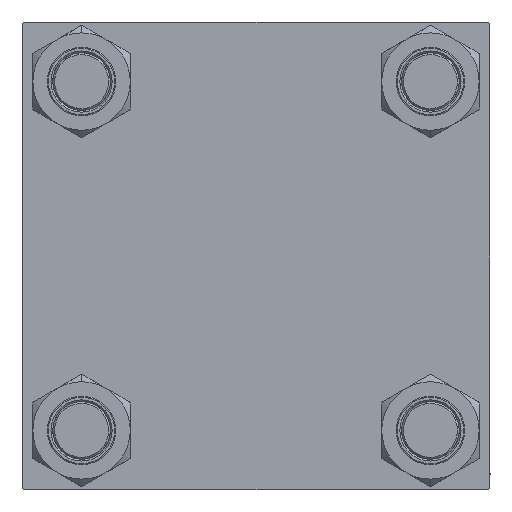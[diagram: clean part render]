
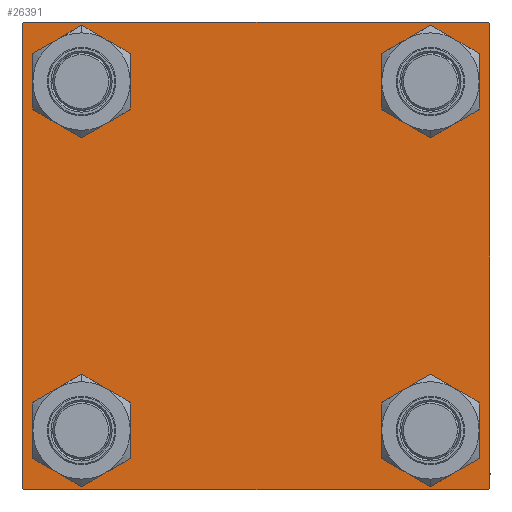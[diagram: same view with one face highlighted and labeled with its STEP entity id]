
A CAD part, left-side view. The second image highlights one B-rep face of the part: STEP entity #26391.
In plain terms, the highlighted planar face has unit normal (-1, 0, 0).
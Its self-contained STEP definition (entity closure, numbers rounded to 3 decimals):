
#91 = CARTESIAN_POINT ( 'NONE',  ( 0., -64.5, -65. ) ) ;
#135 = DIRECTION ( 'NONE',  ( 0., 0., -1. ) ) ;
#185 = DIRECTION ( 'NONE',  ( 0., 0., 1. ) ) ;
#189 = DIRECTION ( 'NONE',  ( 0., 0., 1. ) ) ;
#1026 = DIRECTION ( 'NONE',  ( 0., 0., 1. ) ) ;
#1096 = ORIENTED_EDGE ( 'NONE', *, *, #13167, .T. ) ;
#2712 = DIRECTION ( 'NONE',  ( 0., 0.707, -0.707 ) ) ;
#3362 = LINE ( 'NONE', #23068, #32414 ) ;
#3533 = DIRECTION ( 'NONE',  ( 1., 0., 0. ) ) ;
#3663 = EDGE_CURVE ( 'NONE', #23990, #35163, #30670, .T. ) ;
#3786 = CARTESIAN_POINT ( 'NONE',  ( 0., 48.45, 48.45 ) ) ;
#3864 = CARTESIAN_POINT ( 'NONE',  ( 0., 48.45, -48.45 ) ) ;
#4142 = AXIS2_PLACEMENT_3D ( 'NONE', #44318, #36127, #1026 ) ;
#4282 = LINE ( 'NONE', #23729, #14953 ) ;
#4486 = CARTESIAN_POINT ( 'NONE',  ( 0., 65., 65. ) ) ;
#4513 = EDGE_CURVE ( 'NONE', #33900, #32130, #19272, .T. ) ;
#4698 = CARTESIAN_POINT ( 'NONE',  ( 0., -48.45, 56.95 ) ) ;
#5490 = AXIS2_PLACEMENT_3D ( 'NONE', #16267, #31901, #47525 ) ;
#5841 = VERTEX_POINT ( 'NONE', #32213 ) ;
#6687 = AXIS2_PLACEMENT_3D ( 'NONE', #19651, #34530, #185 ) ;
#7466 = ORIENTED_EDGE ( 'NONE', *, *, #19926, .T. ) ;
#7539 = CARTESIAN_POINT ( 'NONE',  ( 0., -48.45, 39.95 ) ) ;
#7701 = DIRECTION ( 'NONE',  ( 1., 0., 0. ) ) ;
#8954 = EDGE_CURVE ( 'NONE', #32068, #28595, #31711, .T. ) ;
#9807 = VERTEX_POINT ( 'NONE', #35368 ) ;
#9939 = DIRECTION ( 'NONE',  ( 0., 0., 1. ) ) ;
#11149 = EDGE_CURVE ( 'NONE', #28595, #33359, #41864, .T. ) ;
#11195 = VERTEX_POINT ( 'NONE', #23371 ) ;
#11243 = DIRECTION ( 'NONE',  ( 0., -1., 0. ) ) ;
#11738 = ORIENTED_EDGE ( 'NONE', *, *, #17092, .T. ) ;
#11779 = ORIENTED_EDGE ( 'NONE', *, *, #25551, .T. ) ;
#11952 = DIRECTION ( 'NONE',  ( 1., 0., 0. ) ) ;
#12410 = DIRECTION ( 'NONE',  ( 0., 0., -1. ) ) ;
#13167 = EDGE_CURVE ( 'NONE', #29182, #40571, #36247, .T. ) ;
#13366 = LINE ( 'NONE', #28217, #18106 ) ;
#14953 = VECTOR ( 'NONE', #23472, 1000. ) ;
#15047 = CARTESIAN_POINT ( 'NONE',  ( 0., -48.45, 48.45 ) ) ;
#15208 = CARTESIAN_POINT ( 'NONE',  ( 0., 64.75, 64.75 ) ) ;
#15493 = CARTESIAN_POINT ( 'NONE',  ( 0., -65., 65. ) ) ;
#15543 = DIRECTION ( 'NONE',  ( 0., 0., 1. ) ) ;
#15551 = PLANE ( 'NONE',  #23483 ) ;
#15869 = DIRECTION ( 'NONE',  ( 0., -0.707, -0.707 ) ) ;
#16018 = ORIENTED_EDGE ( 'NONE', *, *, #8954, .T. ) ;
#16137 = EDGE_CURVE ( 'NONE', #27931, #41083, #20335, .T. ) ;
#16178 = ORIENTED_EDGE ( 'NONE', *, *, #38447, .F. ) ;
#16267 = CARTESIAN_POINT ( 'NONE',  ( 0., 48.45, -48.45 ) ) ;
#16313 = FACE_BOUND ( 'NONE', #31023, .T. ) ;
#17092 = EDGE_CURVE ( 'NONE', #40854, #43853, #40027, .T. ) ;
#17198 = ORIENTED_EDGE ( 'NONE', *, *, #3663, .T. ) ;
#18106 = VECTOR ( 'NONE', #43863, 1000. ) ;
#19212 = ORIENTED_EDGE ( 'NONE', *, *, #23161, .F. ) ;
#19272 = CIRCLE ( 'NONE', #44668, 8.5 ) ;
#19651 = CARTESIAN_POINT ( 'NONE',  ( 0., -48.45, -48.45 ) ) ;
#19926 = EDGE_CURVE ( 'NONE', #9807, #29182, #49309, .T. ) ;
#19936 = CARTESIAN_POINT ( 'NONE',  ( 0., 65., -65. ) ) ;
#19941 = CARTESIAN_POINT ( 'NONE',  ( 0., 48.45, -56.95 ) ) ;
#20036 = AXIS2_PLACEMENT_3D ( 'NONE', #15047, #11952, #189 ) ;
#20172 = CARTESIAN_POINT ( 'NONE',  ( 0., -48.45, -48.45 ) ) ;
#20335 = CIRCLE ( 'NONE', #49782, 8.5 ) ;
#20578 = EDGE_CURVE ( 'NONE', #41083, #27931, #48183, .T. ) ;
#20893 = ORIENTED_EDGE ( 'NONE', *, *, #16137, .T. ) ;
#20900 = CARTESIAN_POINT ( 'NONE',  ( 0., -65., -64.5 ) ) ;
#21868 = CARTESIAN_POINT ( 'NONE',  ( 0., -48.45, -39.95 ) ) ;
#21963 = DIRECTION ( 'NONE',  ( 1., 0., 0. ) ) ;
#22218 = CIRCLE ( 'NONE', #6687, 8.5 ) ;
#23068 = CARTESIAN_POINT ( 'NONE',  ( 0., 64.75, -64.75 ) ) ;
#23161 = EDGE_CURVE ( 'NONE', #9807, #5841, #13366, .T. ) ;
#23273 = ORIENTED_EDGE ( 'NONE', *, *, #28297, .T. ) ;
#23371 = CARTESIAN_POINT ( 'NONE',  ( 0., -65., 64.5 ) ) ;
#23472 = DIRECTION ( 'NONE',  ( 0., 0.707, 0.707 ) ) ;
#23483 = AXIS2_PLACEMENT_3D ( 'NONE', #46807, #39132, #43998 ) ;
#23496 = FACE_BOUND ( 'NONE', #37497, .T. ) ;
#23729 = CARTESIAN_POINT ( 'NONE',  ( 0., -64.75, 64.75 ) ) ;
#23917 = CARTESIAN_POINT ( 'NONE',  ( 0., 65., -64.5 ) ) ;
#23990 = VERTEX_POINT ( 'NONE', #4698 ) ;
#24256 = EDGE_CURVE ( 'NONE', #40571, #32068, #3362, .T. ) ;
#25551 = EDGE_CURVE ( 'NONE', #35163, #23990, #25958, .T. ) ;
#25958 = CIRCLE ( 'NONE', #34149, 8.5 ) ;
#26342 = EDGE_LOOP ( 'NONE', ( #11738, #41305 ) ) ;
#26391 = ADVANCED_FACE ( 'NONE', ( #16313, #39909, #31429, #23496, #28353 ), #15551, .T. ) ;
#26443 = EDGE_LOOP ( 'NONE', ( #1096, #32936, #16018, #31968, #16178, #29437, #19212, #7466 ) ) ;
#26463 = CARTESIAN_POINT ( 'NONE',  ( 0., -64.75, -64.75 ) ) ;
#27931 = VERTEX_POINT ( 'NONE', #41321 ) ;
#28217 = CARTESIAN_POINT ( 'NONE',  ( 0., 65., 65. ) ) ;
#28297 = EDGE_CURVE ( 'NONE', #32130, #33900, #37376, .T. ) ;
#28353 = FACE_OUTER_BOUND ( 'NONE', #26443, .T. ) ;
#28595 = VERTEX_POINT ( 'NONE', #91 ) ;
#29182 = VERTEX_POINT ( 'NONE', #31769 ) ;
#29437 = ORIENTED_EDGE ( 'NONE', *, *, #46764, .T. ) ;
#30670 = CIRCLE ( 'NONE', #20036, 8.5 ) ;
#30909 = ORIENTED_EDGE ( 'NONE', *, *, #4513, .T. ) ;
#31023 = EDGE_LOOP ( 'NONE', ( #17198, #11779 ) ) ;
#31429 = FACE_BOUND ( 'NONE', #38250, .T. ) ;
#31711 = LINE ( 'NONE', #19936, #34856 ) ;
#31769 = CARTESIAN_POINT ( 'NONE',  ( 0., 65., 64.5 ) ) ;
#31901 = DIRECTION ( 'NONE',  ( 1., 0., 0. ) ) ;
#31968 = ORIENTED_EDGE ( 'NONE', *, *, #11149, .T. ) ;
#32068 = VERTEX_POINT ( 'NONE', #33576 ) ;
#32130 = VERTEX_POINT ( 'NONE', #19941 ) ;
#32213 = CARTESIAN_POINT ( 'NONE',  ( 0., -64.5, 65. ) ) ;
#32414 = VECTOR ( 'NONE', #15869, 1000. ) ;
#32648 = VECTOR ( 'NONE', #2712, 1000. ) ;
#32936 = ORIENTED_EDGE ( 'NONE', *, *, #24256, .T. ) ;
#33073 = CARTESIAN_POINT ( 'NONE',  ( 0., 48.45, 56.95 ) ) ;
#33359 = VERTEX_POINT ( 'NONE', #20900 ) ;
#33576 = CARTESIAN_POINT ( 'NONE',  ( 0., 64.5, -65. ) ) ;
#33900 = VERTEX_POINT ( 'NONE', #49136 ) ;
#34149 = AXIS2_PLACEMENT_3D ( 'NONE', #37093, #21963, #9939 ) ;
#34530 = DIRECTION ( 'NONE',  ( 1., 0., 0. ) ) ;
#34856 = VECTOR ( 'NONE', #11243, 1000. ) ;
#35163 = VERTEX_POINT ( 'NONE', #7539 ) ;
#35368 = CARTESIAN_POINT ( 'NONE',  ( 0., 64.5, 65. ) ) ;
#36067 = DIRECTION ( 'NONE',  ( 0., 0., 1. ) ) ;
#36127 = DIRECTION ( 'NONE',  ( 1., 0., 0. ) ) ;
#36247 = LINE ( 'NONE', #4486, #47228 ) ;
#37093 = CARTESIAN_POINT ( 'NONE',  ( 0., -48.45, 48.45 ) ) ;
#37376 = CIRCLE ( 'NONE', #5490, 8.5 ) ;
#37497 = EDGE_LOOP ( 'NONE', ( #42342, #20893 ) ) ;
#38250 = EDGE_LOOP ( 'NONE', ( #30909, #23273 ) ) ;
#38447 = EDGE_CURVE ( 'NONE', #11195, #33359, #47250, .T. ) ;
#39132 = DIRECTION ( 'NONE',  ( -1., 0., 0. ) ) ;
#39399 = DIRECTION ( 'NONE',  ( 0., 0., 1. ) ) ;
#39638 = CARTESIAN_POINT ( 'NONE',  ( 0., -48.45, -56.95 ) ) ;
#39909 = FACE_BOUND ( 'NONE', #26342, .T. ) ;
#40027 = CIRCLE ( 'NONE', #44963, 8.5 ) ;
#40571 = VERTEX_POINT ( 'NONE', #23917 ) ;
#40854 = VERTEX_POINT ( 'NONE', #21868 ) ;
#41083 = VERTEX_POINT ( 'NONE', #33073 ) ;
#41114 = DIRECTION ( 'NONE',  ( 0., -0.707, 0.707 ) ) ;
#41305 = ORIENTED_EDGE ( 'NONE', *, *, #43698, .T. ) ;
#41321 = CARTESIAN_POINT ( 'NONE',  ( 0., 48.45, 39.95 ) ) ;
#41492 = VECTOR ( 'NONE', #41114, 1000. ) ;
#41864 = LINE ( 'NONE', #26463, #41492 ) ;
#42342 = ORIENTED_EDGE ( 'NONE', *, *, #20578, .T. ) ;
#43231 = DIRECTION ( 'NONE',  ( 1., 0., 0. ) ) ;
#43698 = EDGE_CURVE ( 'NONE', #43853, #40854, #22218, .T. ) ;
#43853 = VERTEX_POINT ( 'NONE', #39638 ) ;
#43863 = DIRECTION ( 'NONE',  ( 0., -1., 0. ) ) ;
#43998 = DIRECTION ( 'NONE',  ( 0., 0., 1. ) ) ;
#44318 = CARTESIAN_POINT ( 'NONE',  ( 0., 48.45, 48.45 ) ) ;
#44668 = AXIS2_PLACEMENT_3D ( 'NONE', #3864, #7701, #36067 ) ;
#44963 = AXIS2_PLACEMENT_3D ( 'NONE', #20172, #43231, #39399 ) ;
#46764 = EDGE_CURVE ( 'NONE', #11195, #5841, #4282, .T. ) ;
#46807 = CARTESIAN_POINT ( 'NONE',  ( 0., 0., 0. ) ) ;
#47228 = VECTOR ( 'NONE', #12410, 1000. ) ;
#47250 = LINE ( 'NONE', #15493, #48306 ) ;
#47525 = DIRECTION ( 'NONE',  ( 0., 0., 1. ) ) ;
#48183 = CIRCLE ( 'NONE', #4142, 8.5 ) ;
#48306 = VECTOR ( 'NONE', #135, 1000. ) ;
#49136 = CARTESIAN_POINT ( 'NONE',  ( 0., 48.45, -39.95 ) ) ;
#49309 = LINE ( 'NONE', #15208, #32648 ) ;
#49782 = AXIS2_PLACEMENT_3D ( 'NONE', #3786, #3533, #15543 ) ;
